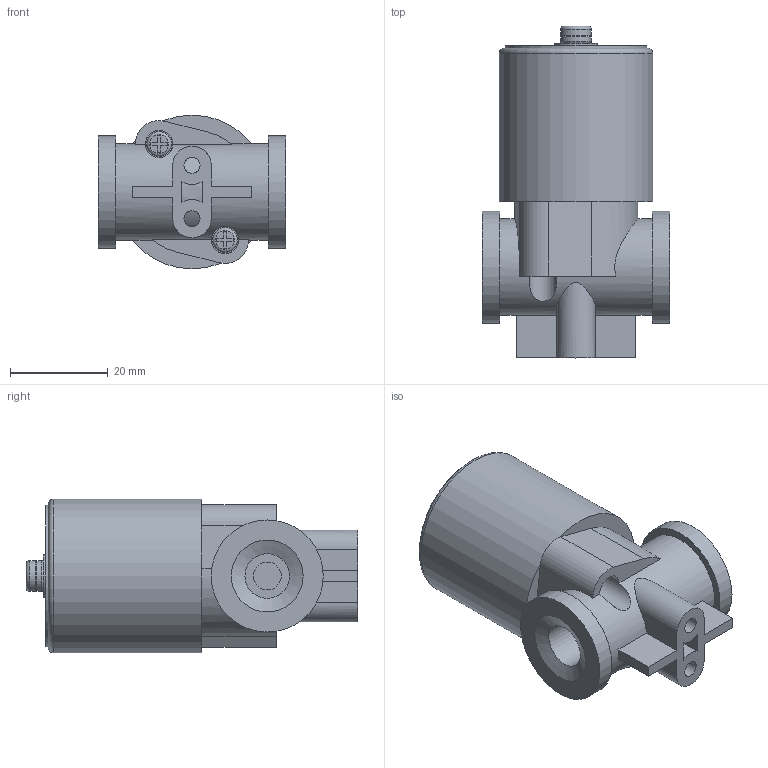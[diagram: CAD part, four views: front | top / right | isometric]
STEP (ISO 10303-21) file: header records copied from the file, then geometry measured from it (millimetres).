
FILE_DESCRIPTION(/* description */ ('STEP AP214'),/* implementation_level */ '2;1');
FILE_NAME(/* name */ 'RSC-1-120V',/* time_stamp */ '2025-02-20T06:05:54+01:00',/* author */ ('License CC BY-ND 4.0'),/* organization */ ('CADENAS'),/* preprocessor_version */ 'ST-DEVELOPER v19.3',/* originating_system */ 'PARTsolutions',/* authorisation */ ' ');
FILE_SCHEMA (('AUTOMOTIVE_DESIGN {1 0 10303 214 3 1 1}'));
Length unit declared in the file: inch
Products named in the file (9): RSC-1-120V; RSC-1-120V_PART1; RSC-1-120V_PART2; RSC-1-120V_PART3; RSC-1-120V_PART4; RSC-1-120V_PART5; RSC-1-120V_PART6; RSC-1-120V_PART7; RSC-1-120V_PART8
Assembly tree (8 placements, depth 2):
  RSC-1-120V
    RSC-1-120V_PART1
    RSC-1-120V_PART2
    RSC-1-120V_PART3
    RSC-1-120V_PART4
    RSC-1-120V_PART5
    RSC-1-120V_PART6
    RSC-1-120V_PART7
    RSC-1-120V_PART8
Bounding box: 38.35 x 68.07 x 31.5 mm (x, y, z)
Volume: 40815.9 mm3; surface area: 13368.7 mm2
Topology: 8 solids, 8 shells, 266 faces, 655 edges, 435 vertices
Faces by surface type: plane 217, cylinder 37, torus 6, bspline 4, cone 2
Full cylindrical faces by diameter (mm): 3.302 x2, 5.08 x2, 5.588 x2, 5.74 x2, 6.35 x2, 8.788 x1, 9.144 x2, 19.812 x1, 22.987 x2, 29.083 x1, 31.496 x1
Entity records: 7942 total; most frequent: CARTESIAN_POINT 1520, ORIENTED_EDGE 1242, DIRECTION 1224, EDGE_CURVE 621, LINE 522, VECTOR 522, VERTEX_POINT 428, AXIS2_PLACEMENT_3D 351
